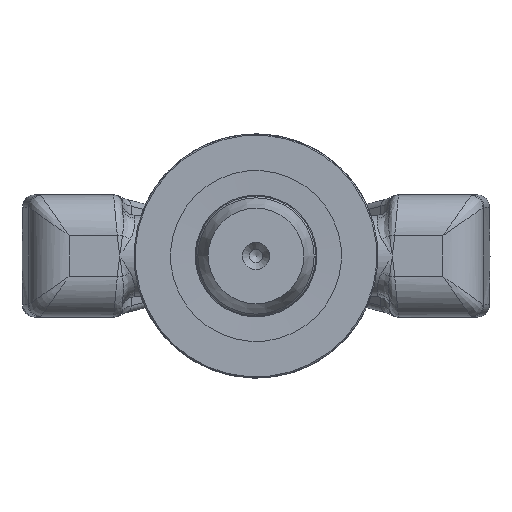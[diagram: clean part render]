
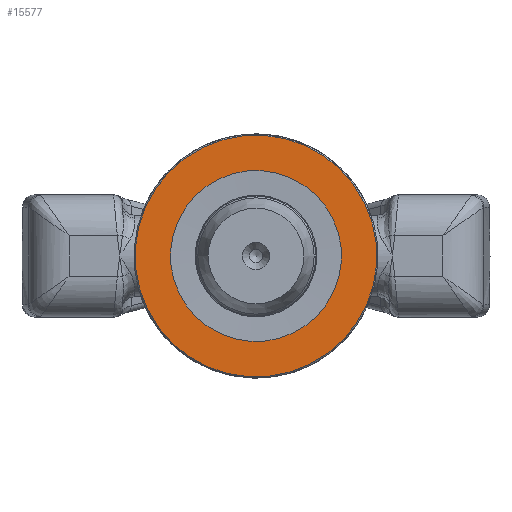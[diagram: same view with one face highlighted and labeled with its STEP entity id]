
A CAD part, front view. The second image highlights one B-rep face of the part: STEP entity #15577.
In plain terms, the highlighted face is planar.
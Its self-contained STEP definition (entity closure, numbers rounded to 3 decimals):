
#128=FACE_BOUND('',#4658,.T.);
#2986=PLANE('',#16692);
#3692=FACE_OUTER_BOUND('',#4657,.T.);
#4657=EDGE_LOOP('',(#12828));
#4658=EDGE_LOOP('',(#12829));
#5355=CIRCLE('',#16689,29.7);
#5357=CIRCLE('',#16693,21.);
#7165=VERTEX_POINT('',#43468);
#7167=VERTEX_POINT('',#43474);
#9181=EDGE_CURVE('',#7165,#7165,#5355,.T.);
#9183=EDGE_CURVE('',#7167,#7167,#5357,.T.);
#12828=ORIENTED_EDGE('',*,*,#9181,.F.);
#12829=ORIENTED_EDGE('',*,*,#9183,.F.);
#15577=ADVANCED_FACE('',(#3692,#128),#2986,.F.);
#16689=AXIS2_PLACEMENT_3D('',#43469,#18845,#18846);
#16692=AXIS2_PLACEMENT_3D('',#43473,#18851,#18852);
#16693=AXIS2_PLACEMENT_3D('',#43475,#18853,#18854);
#18845=DIRECTION('center_axis',(0.,0.,1.));
#18846=DIRECTION('ref_axis',(-1.,0.,0.));
#18851=DIRECTION('center_axis',(0.,0.,1.));
#18852=DIRECTION('ref_axis',(1.,0.,0.));
#18853=DIRECTION('center_axis',(0.,0.,-1.));
#18854=DIRECTION('ref_axis',(-1.,0.,0.));
#43468=CARTESIAN_POINT('',(29.7,0.,0.));
#43469=CARTESIAN_POINT('Origin',(0.,0.,0.));
#43473=CARTESIAN_POINT('Origin',(0.,0.,0.));
#43474=CARTESIAN_POINT('',(21.,0.,0.));
#43475=CARTESIAN_POINT('Origin',(0.,0.,0.));
